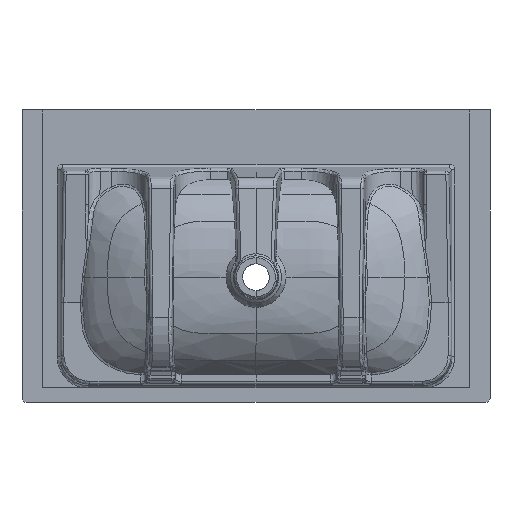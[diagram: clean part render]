
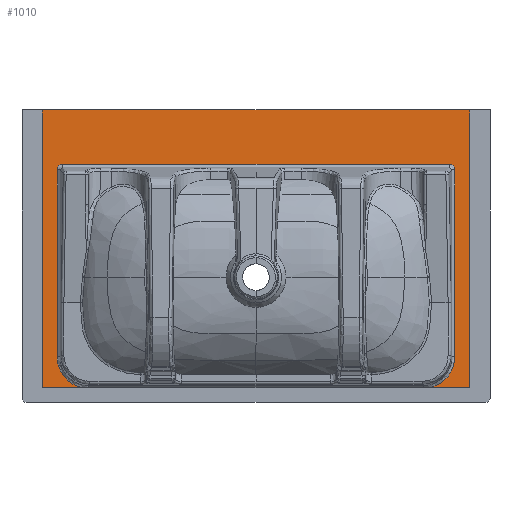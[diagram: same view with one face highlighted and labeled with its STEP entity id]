
A CAD part, front view. The second image highlights one B-rep face of the part: STEP entity #1010.
In plain terms, the highlighted planar face has unit normal (0, -1, 0).
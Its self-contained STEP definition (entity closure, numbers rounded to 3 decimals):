
#56=ELLIPSE('',#4786,56.381,55.);
#57=ELLIPSE('',#4791,10.251,10.);
#58=ELLIPSE('',#4795,10.251,10.);
#59=ELLIPSE('',#4798,56.381,55.);
#253=PLANE('',#4811);
#642=LINE('',#26009,#1144);
#643=LINE('',#26034,#1145);
#644=LINE('',#26059,#1146);
#648=LINE('',#26104,#1150);
#649=LINE('',#26105,#1151);
#654=LINE('',#29842,#1156);
#655=LINE('',#29844,#1157);
#659=LINE('',#29853,#1161);
#660=LINE('',#29855,#1162);
#675=LINE('',#29901,#1177);
#676=LINE('',#29903,#1178);
#1010=ADVANCED_FACE('',(#1462),#253,.T.);
#1144=VECTOR('',#5425,1.);
#1145=VECTOR('',#5434,1.);
#1146=VECTOR('',#5443,1.);
#1150=VECTOR('',#5451,1.);
#1151=VECTOR('',#5452,1.);
#1156=VECTOR('',#5461,1.);
#1157=VECTOR('',#5462,1.);
#1161=VECTOR('',#5468,1.);
#1162=VECTOR('',#5469,1.);
#1177=VECTOR('',#5502,1.);
#1178=VECTOR('',#5503,1.);
#1462=FACE_OUTER_BOUND('',#1754,.T.);
#1754=EDGE_LOOP('',(#3071,#3072,#3073,#3074,#3075,#3076,#3077,#3078,#3079,
#3080,#3081,#3082,#3083,#3084,#3085));
#3071=ORIENTED_EDGE('',*,*,#4225,.F.);
#3072=ORIENTED_EDGE('',*,*,#4201,.T.);
#3073=ORIENTED_EDGE('',*,*,#4200,.T.);
#3074=ORIENTED_EDGE('',*,*,#4186,.T.);
#3075=ORIENTED_EDGE('',*,*,#4167,.T.);
#3076=ORIENTED_EDGE('',*,*,#4171,.T.);
#3077=ORIENTED_EDGE('',*,*,#4173,.T.);
#3078=ORIENTED_EDGE('',*,*,#4175,.T.);
#3079=ORIENTED_EDGE('',*,*,#4177,.T.);
#3080=ORIENTED_EDGE('',*,*,#4179,.T.);
#3081=ORIENTED_EDGE('',*,*,#4181,.T.);
#3082=ORIENTED_EDGE('',*,*,#4185,.T.);
#3083=ORIENTED_EDGE('',*,*,#4206,.T.);
#3084=ORIENTED_EDGE('',*,*,#4205,.T.);
#3085=ORIENTED_EDGE('',*,*,#4226,.F.);
#3509=VERTEX_POINT('',#25970);
#3510=VERTEX_POINT('',#25971);
#3511=VERTEX_POINT('',#26008);
#3512=VERTEX_POINT('',#26012);
#3513=VERTEX_POINT('',#26033);
#3514=VERTEX_POINT('',#26037);
#3515=VERTEX_POINT('',#26058);
#3516=VERTEX_POINT('',#26065);
#3518=VERTEX_POINT('',#26099);
#3520=VERTEX_POINT('',#26103);
#3529=VERTEX_POINT('',#29843);
#3530=VERTEX_POINT('',#29845);
#3532=VERTEX_POINT('',#29851);
#3534=VERTEX_POINT('',#29854);
#3545=VERTEX_POINT('',#29902);
#4167=EDGE_CURVE('',#3509,#3510,#56,.T.);
#4171=EDGE_CURVE('',#3510,#3511,#642,.T.);
#4173=EDGE_CURVE('',#3511,#3512,#57,.T.);
#4175=EDGE_CURVE('',#3512,#3513,#643,.T.);
#4177=EDGE_CURVE('',#3513,#3514,#58,.T.);
#4179=EDGE_CURVE('',#3514,#3515,#644,.T.);
#4181=EDGE_CURVE('',#3515,#3516,#59,.T.);
#4185=EDGE_CURVE('',#3516,#3520,#648,.T.);
#4186=EDGE_CURVE('',#3518,#3509,#649,.T.);
#4200=EDGE_CURVE('',#3529,#3518,#654,.T.);
#4201=EDGE_CURVE('',#3530,#3529,#655,.T.);
#4205=EDGE_CURVE('',#3534,#3532,#659,.T.);
#4206=EDGE_CURVE('',#3520,#3534,#660,.T.);
#4225=EDGE_CURVE('',#3530,#3545,#675,.T.);
#4226=EDGE_CURVE('',#3545,#3532,#676,.T.);
#4786=AXIS2_PLACEMENT_3D('',#25969,#5419,#5420);
#4791=AXIS2_PLACEMENT_3D('',#26013,#5430,#5431);
#4795=AXIS2_PLACEMENT_3D('',#26038,#5439,#5440);
#4798=AXIS2_PLACEMENT_3D('',#26066,#5446,#5447);
#4811=AXIS2_PLACEMENT_3D('',#29904,#5504,#5505);
#5419=DIRECTION('',(0.,1.,0.));
#5420=DIRECTION('',(-0.623,0.,-0.782));
#5425=DIRECTION('',(0.,0.,1.));
#5430=DIRECTION('',(0.,1.,0.));
#5431=DIRECTION('',(-0.623,0.,0.782));
#5434=DIRECTION('',(1.,0.,0.));
#5439=DIRECTION('',(0.,1.,0.));
#5440=DIRECTION('',(-0.623,0.,-0.782));
#5443=DIRECTION('',(0.,0.,-1.));
#5446=DIRECTION('',(0.,1.,0.));
#5447=DIRECTION('',(0.623,0.,-0.782));
#5451=DIRECTION('',(1.,0.,0.));
#5452=DIRECTION('',(1.,0.,0.));
#5461=DIRECTION('',(0.,0.,-1.));
#5462=DIRECTION('',(0.,0.,-1.));
#5468=DIRECTION('',(0.,0.,1.));
#5469=DIRECTION('',(0.,0.,1.));
#5502=DIRECTION('',(1.,0.,0.));
#5503=DIRECTION('',(1.,0.,0.));
#5504=DIRECTION('',(0.,-1.,0.));
#5505=DIRECTION('',(0.,0.,1.));
#25969=CARTESIAN_POINT('',(-284.318,-14.54,-420.036));
#25970=CARTESIAN_POINT('',(-296.041,-14.54,-474.895));
#25971=CARTESIAN_POINT('',(-339.859,-14.54,-421.386));
#26008=CARTESIAN_POINT('',(-339.859,-14.54,-102.804));
#26009=CARTESIAN_POINT('',(-339.859,-14.54,-251.));
#26012=CARTESIAN_POINT('',(-330.004,-14.54,-92.895));
#26013=CARTESIAN_POINT('',(-329.76,-14.54,-103.05));
#26033=CARTESIAN_POINT('',(330.004,-14.54,-92.895));
#26034=CARTESIAN_POINT('',(330.585,-14.54,-92.895));
#26037=CARTESIAN_POINT('',(339.859,-14.54,-102.804));
#26038=CARTESIAN_POINT('',(329.76,-14.54,-103.05));
#26058=CARTESIAN_POINT('',(339.859,-14.54,-421.386));
#26059=CARTESIAN_POINT('',(339.859,-14.54,-251.));
#26065=CARTESIAN_POINT('',(296.041,-14.54,-474.895));
#26066=CARTESIAN_POINT('',(284.318,-14.54,-420.036));
#26099=CARTESIAN_POINT('',(-364.895,-14.54,-474.895));
#26103=CARTESIAN_POINT('',(364.895,-14.54,-474.895));
#26104=CARTESIAN_POINT('',(0.,-14.54,-474.895));
#26105=CARTESIAN_POINT('',(0.,-14.54,-474.895));
#29842=CARTESIAN_POINT('',(-364.895,-14.54,-251.));
#29843=CARTESIAN_POINT('',(-364.895,-14.54,-13.204));
#29844=CARTESIAN_POINT('',(-364.895,-14.54,-251.));
#29845=CARTESIAN_POINT('',(-364.895,-14.54,0.238));
#29851=CARTESIAN_POINT('',(364.895,-14.54,0.238));
#29853=CARTESIAN_POINT('',(364.895,-14.54,-251.));
#29854=CARTESIAN_POINT('',(364.895,-14.54,-13.204));
#29855=CARTESIAN_POINT('',(364.895,-14.54,-251.));
#29901=CARTESIAN_POINT('',(0.,-14.54,0.238));
#29902=CARTESIAN_POINT('',(0.,-14.54,0.238));
#29903=CARTESIAN_POINT('',(0.,-14.54,0.238));
#29904=CARTESIAN_POINT('',(0.,-14.54,-251.));
